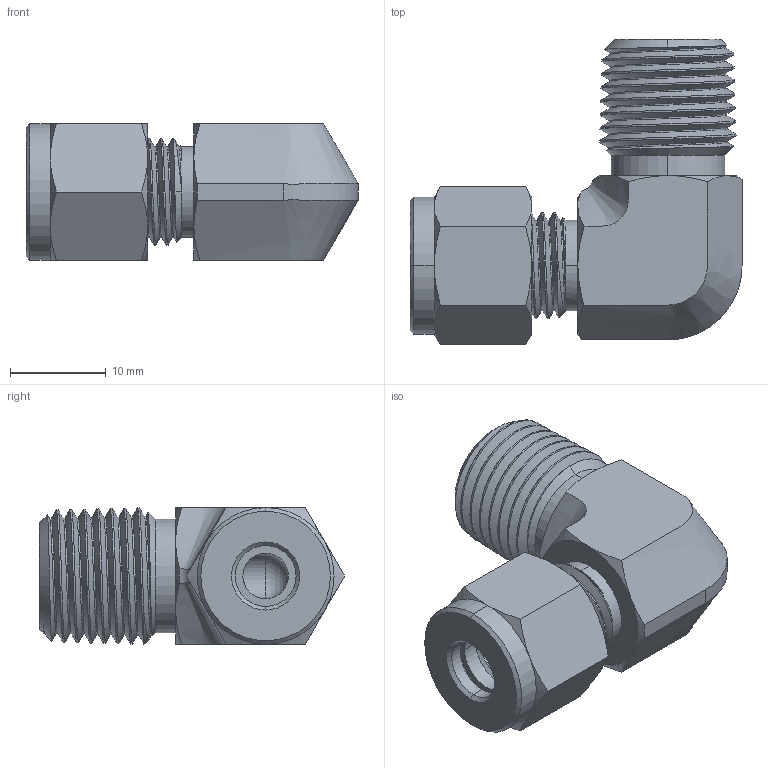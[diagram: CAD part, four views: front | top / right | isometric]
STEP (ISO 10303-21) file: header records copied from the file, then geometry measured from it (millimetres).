
FILE_DESCRIPTION (( 'STEP AP203' ), '1' );
FILE_NAME ('5272K201.step', '2008-08-22T20:53:58', ( '' ), ( '' ), 'SwSTEP 2.0', 'SolidWorks 2006233', '' );
FILE_SCHEMA (( 'CONFIG_CONTROL_DESIGN' ));
Length unit declared in the file: inch
Products named in the file (1): 5272K201
Bounding box: 34.66 x 31.87 x 14.29 mm (x, y, z)
Volume: 5522.3 mm3; surface area: 4993.9 mm2
Topology: 4 solids, 4 shells, 155 faces, 385 edges, 243 vertices
Faces by surface type: cone 68, cylinder 53, plane 24, bspline 9, sphere 1
Entity records: 9521 total; most frequent: CARTESIAN_POINT 6101, ORIENTED_EDGE 768, DIRECTION 606, EDGE_CURVE 384, AXIS2_PLACEMENT_3D 253, VERTEX_POINT 243, EDGE_LOOP 169, ADVANCED_FACE 155
